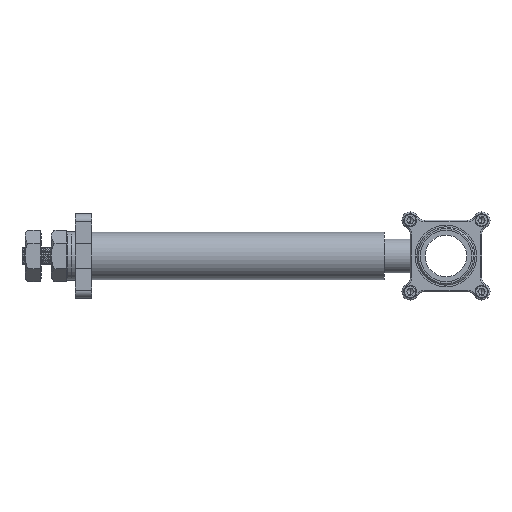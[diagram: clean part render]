
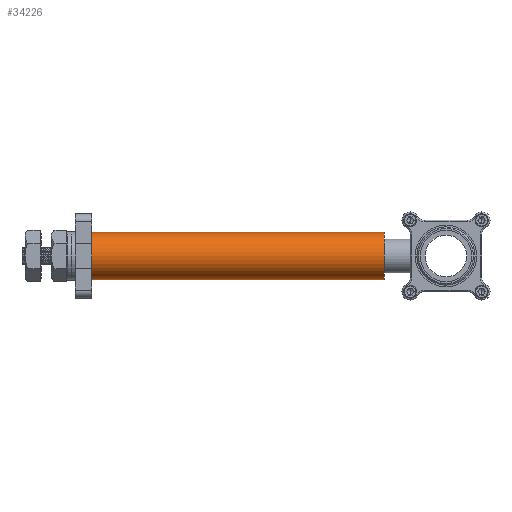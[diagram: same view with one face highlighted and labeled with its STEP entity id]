
A CAD part, left-side view. The second image highlights one B-rep face of the part: STEP entity #34226.
In plain terms, the highlighted cylindrical face has radius 14.2 mm (diameter 28.4 mm), a partial arc.
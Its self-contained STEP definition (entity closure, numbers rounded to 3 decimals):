
#3825 = CYLINDRICAL_SURFACE ( 'NONE', #44755, 14.2 ) ;
#9786 = ORIENTED_EDGE ( 'NONE', *, *, #30489, .T. ) ;
#12431 = CARTESIAN_POINT ( 'NONE',  ( 0., 0., 14.2 ) ) ;
#14418 = DIRECTION ( 'NONE',  ( 0., 0., -1. ) ) ;
#18773 = AXIS2_PLACEMENT_3D ( 'NONE', #57300, #42539, #48943 ) ;
#19344 = EDGE_CURVE ( 'NONE', #47397, #25731, #27457, .T. ) ;
#19674 = ORIENTED_EDGE ( 'NONE', *, *, #36009, .F. ) ;
#25731 = VERTEX_POINT ( 'NONE', #67013 ) ;
#26078 = AXIS2_PLACEMENT_3D ( 'NONE', #51769, #87202, #14418 ) ;
#26924 = DIRECTION ( 'NONE',  ( 0., -1., 0. ) ) ;
#27457 = LINE ( 'NONE', #41244, #79621 ) ;
#28626 = LINE ( 'NONE', #12431, #68490 ) ;
#30489 = EDGE_CURVE ( 'NONE', #85945, #47397, #44970, .T. ) ;
#33849 = ORIENTED_EDGE ( 'NONE', *, *, #37956, .F. ) ;
#34226 = ADVANCED_FACE ( 'NONE', ( #34303 ), #3825, .T. ) ;
#34303 = FACE_OUTER_BOUND ( 'NONE', #54293, .T. ) ;
#36009 = EDGE_CURVE ( 'NONE', #85945, #74964, #28626, .T. ) ;
#36114 = ORIENTED_EDGE ( 'NONE', *, *, #19344, .T. ) ;
#37956 = EDGE_CURVE ( 'NONE', #74964, #25731, #51772, .T. ) ;
#41244 = CARTESIAN_POINT ( 'NONE',  ( 0., 0., -14.2 ) ) ;
#42539 = DIRECTION ( 'NONE',  ( 0., -1., 0. ) ) ;
#44755 = AXIS2_PLACEMENT_3D ( 'NONE', #64310, #26924, #56925 ) ;
#44970 = CIRCLE ( 'NONE', #26078, 14.2 ) ;
#47397 = VERTEX_POINT ( 'NONE', #71706 ) ;
#48943 = DIRECTION ( 'NONE',  ( 0., 0., -1. ) ) ;
#51769 = CARTESIAN_POINT ( 'NONE',  ( 0., 213., 0. ) ) ;
#51772 = CIRCLE ( 'NONE', #18773, 14.2 ) ;
#54293 = EDGE_LOOP ( 'NONE', ( #19674, #9786, #36114, #33849 ) ) ;
#56925 = DIRECTION ( 'NONE',  ( 0., 0., -1. ) ) ;
#57300 = CARTESIAN_POINT ( 'NONE',  ( 0., 37.17, 0. ) ) ;
#64310 = CARTESIAN_POINT ( 'NONE',  ( 0., 0., 0. ) ) ;
#67013 = CARTESIAN_POINT ( 'NONE',  ( 0., 37.17, -14.2 ) ) ;
#68490 = VECTOR ( 'NONE', #73873, 1000. ) ;
#68671 = CARTESIAN_POINT ( 'NONE',  ( 0., 37.17, 14.2 ) ) ;
#71706 = CARTESIAN_POINT ( 'NONE',  ( 0., 213., -14.2 ) ) ;
#73873 = DIRECTION ( 'NONE',  ( 0., -1., 0. ) ) ;
#74964 = VERTEX_POINT ( 'NONE', #68671 ) ;
#79621 = VECTOR ( 'NONE', #94804, 1000. ) ;
#83337 = CARTESIAN_POINT ( 'NONE',  ( 0., 213., 14.2 ) ) ;
#85945 = VERTEX_POINT ( 'NONE', #83337 ) ;
#87202 = DIRECTION ( 'NONE',  ( 0., -1., 0. ) ) ;
#94804 = DIRECTION ( 'NONE',  ( 0., -1., 0. ) ) ;
